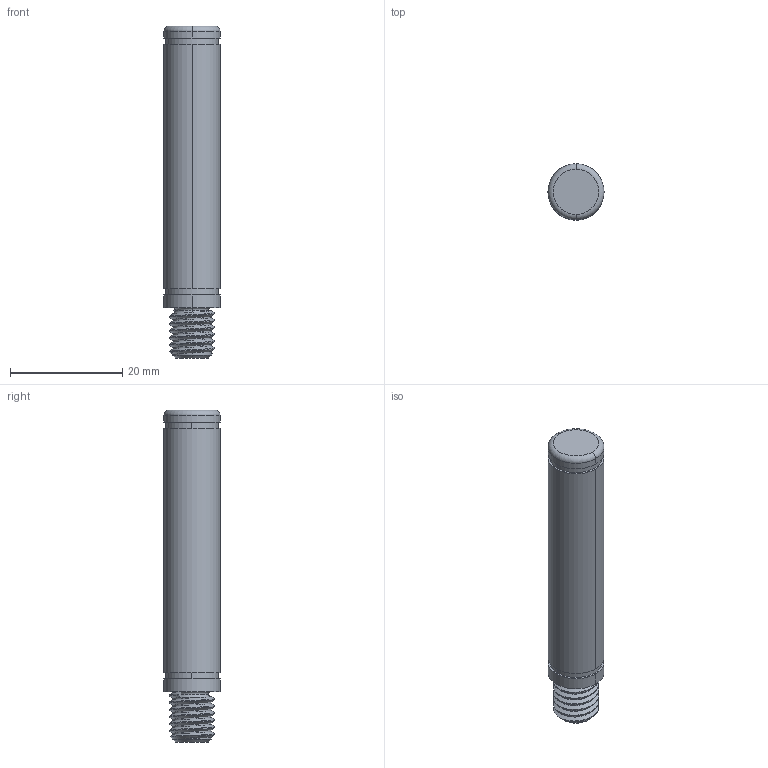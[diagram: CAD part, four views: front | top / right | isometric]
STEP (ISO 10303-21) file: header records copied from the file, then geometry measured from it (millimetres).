
FILE_DESCRIPTION (( 'STEP AP203' ), '1' );
FILE_NAME ('axe galet isolé.STEP', '2020-09-12T16:06:32', ( '' ), ( '' ), 'SwSTEP 2.0', 'SolidWorks 2017', '' );
FILE_SCHEMA (( 'CONFIG_CONTROL_DESIGN' ));
Length unit declared in the file: millimetre
Products named in the file (1): axe galet isolé
Bounding box: 10 x 10 x 59.25 mm (x, y, z)
Volume: 4283.7 mm3; surface area: 2098.6 mm2
Topology: 1 solids, 1 shells, 45 faces, 107 edges, 69 vertices
Faces by surface type: cylinder 23, plane 9, torus 6, bspline 5, cone 2
Entity records: 4050 total; most frequent: CARTESIAN_POINT 3011, ORIENTED_EDGE 214, DIRECTION 186, EDGE_CURVE 107, AXIS2_PLACEMENT_3D 81, VERTEX_POINT 69, EDGE_LOOP 50, FACE_OUTER_BOUND 45
